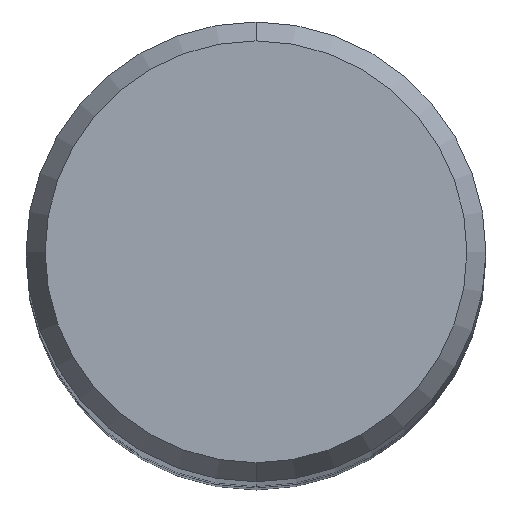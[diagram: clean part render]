
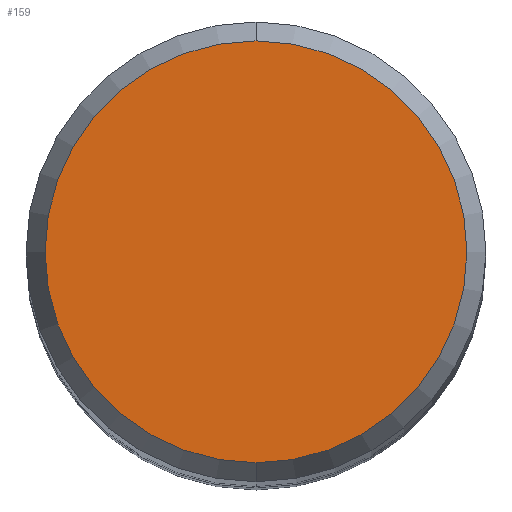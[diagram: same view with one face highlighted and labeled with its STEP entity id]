
A CAD part, top view. The second image highlights one B-rep face of the part: STEP entity #159.
In plain terms, the highlighted planar face has unit normal (0, 0, 1).
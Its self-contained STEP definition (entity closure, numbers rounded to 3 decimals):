
#109=EDGE_CURVE('',#175,#119,#261,.T.);
#119=VERTEX_POINT('',#272);
#159=ADVANCED_FACE('',(#313),#314,.T.);
#171=EDGE_CURVE('',#119,#175,#327,.T.);
#175=VERTEX_POINT('',#332);
#261=CIRCLE('',#426,5.104);
#272=CARTESIAN_POINT('',(0.,-5.104,0.0));
#313=FACE_OUTER_BOUND('',#494,.T.);
#314=PLANE('',#495);
#327=CIRCLE('',#513,5.104);
#332=CARTESIAN_POINT('',(0.0,5.104,0.0));
#426=AXIS2_PLACEMENT_3D('',#611,#612,#613);
#494=EDGE_LOOP('',(#660,#661));
#495=AXIS2_PLACEMENT_3D('',#662,#663,#664);
#513=AXIS2_PLACEMENT_3D('',#679,#680,#681);
#611=CARTESIAN_POINT('',(0.0,0.0,0.0));
#612=DIRECTION('',(0.0,0.0,-1.0));
#613=DIRECTION('',(0.0,1.0,0.0));
#660=ORIENTED_EDGE('',*,*,#109,.F.);
#661=ORIENTED_EDGE('',*,*,#171,.F.);
#662=CARTESIAN_POINT('',(0.0,2.552,0.0));
#663=DIRECTION('',(-0.0,0.0,1.0));
#664=DIRECTION('',(0.0,-1.0,0.0));
#679=CARTESIAN_POINT('',(0.0,0.0,0.0));
#680=DIRECTION('',(0.0,0.0,-1.0));
#681=DIRECTION('',(0.0,1.0,0.0));
